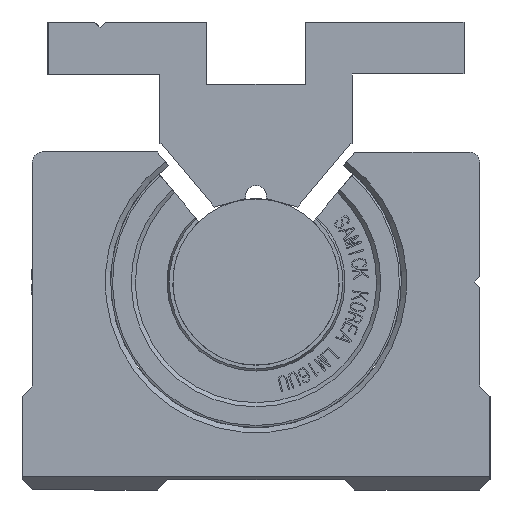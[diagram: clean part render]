
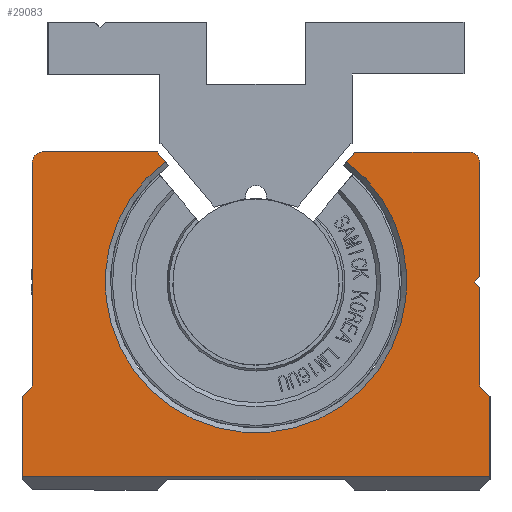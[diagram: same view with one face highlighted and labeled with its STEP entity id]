
A CAD part, front view. The second image highlights one B-rep face of the part: STEP entity #29083.
In plain terms, the highlighted face is planar.
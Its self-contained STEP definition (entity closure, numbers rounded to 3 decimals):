
#28878=CARTESIAN_POINT('',(22.5,18.7,-22.5));
#28879=VERTEX_POINT('',#28878);
#28886=CARTESIAN_POINT('',(-22.5,18.7,-22.5));
#28887=VERTEX_POINT('',#28886);
#28888=CARTESIAN_POINT('',(22.5,18.7,-22.5));
#28889=DIRECTION('',(-1.0,0.0,0.0));
#28890=VECTOR('',#28889,45.);
#28891=LINE('',#28888,#28890);
#28892=EDGE_CURVE('',#28879,#28887,#28891,.T.);
#28928=CARTESIAN_POINT('',(-22.5,11.,-22.5));
#28929=VERTEX_POINT('',#28928);
#28930=CARTESIAN_POINT('',(-22.5,18.7,-22.5));
#28931=DIRECTION('',(0.0,-1.0,0.0));
#28932=VECTOR('',#28931,7.7);
#28933=LINE('',#28930,#28932);
#28934=EDGE_CURVE('',#28887,#28929,#28933,.T.);
#28953=CARTESIAN_POINT('',(0.041,5.001,-22.5));
#28954=DIRECTION('',(0.0,0.0,1.0));
#28955=DIRECTION('',(1.0,0.0,0.0));
#28956=AXIS2_PLACEMENT_3D('',#28953,#28954,#28955);
#28957=PLANE('',#28956);
#28958=ORIENTED_EDGE('',*,*,#28892,.F.);
#28959=CARTESIAN_POINT('',(22.5,11.0,-22.5));
#28960=VERTEX_POINT('',#28959);
#28961=CARTESIAN_POINT('',(22.5,11.0,-22.5));
#28962=DIRECTION('',(0.0,1.0,0.0));
#28963=VECTOR('',#28962,7.7);
#28964=LINE('',#28961,#28963);
#28965=EDGE_CURVE('',#28960,#28879,#28964,.T.);
#28966=ORIENTED_EDGE('',*,*,#28965,.F.);
#28967=CARTESIAN_POINT('',(21.5,10.0,-22.5));
#28968=VERTEX_POINT('',#28967);
#28969=CARTESIAN_POINT('',(21.5,10.,-22.5));
#28970=DIRECTION('',(0.707,0.707,0.0));
#28971=VECTOR('',#28970,1.414);
#28972=LINE('',#28969,#28971);
#28973=EDGE_CURVE('',#28968,#28960,#28972,.T.);
#28974=ORIENTED_EDGE('',*,*,#28973,.F.);
#28975=CARTESIAN_POINT('',(21.5,0.5,-22.5));
#28976=VERTEX_POINT('',#28975);
#28977=CARTESIAN_POINT('',(21.5,0.5,-22.5));
#28978=DIRECTION('',(0.0,1.0,0.0));
#28979=VECTOR('',#28978,9.5);
#28980=LINE('',#28977,#28979);
#28981=EDGE_CURVE('',#28976,#28968,#28980,.T.);
#28982=ORIENTED_EDGE('',*,*,#28981,.F.);
#28983=CARTESIAN_POINT('',(21.,0.0,-22.5));
#28984=VERTEX_POINT('',#28983);
#28985=CARTESIAN_POINT('',(21.,0.,-22.5));
#28986=DIRECTION('',(0.707,0.707,0.0));
#28987=VECTOR('',#28986,0.707);
#28988=LINE('',#28985,#28987);
#28989=EDGE_CURVE('',#28984,#28976,#28988,.T.);
#28990=ORIENTED_EDGE('',*,*,#28989,.F.);
#28991=CARTESIAN_POINT('',(21.5,-0.5,-22.5));
#28992=VERTEX_POINT('',#28991);
#28993=CARTESIAN_POINT('',(21.5,-0.5,-22.5));
#28994=DIRECTION('',(-0.707,0.707,0.0));
#28995=VECTOR('',#28994,0.707);
#28996=LINE('',#28993,#28995);
#28997=EDGE_CURVE('',#28992,#28984,#28996,.T.);
#28998=ORIENTED_EDGE('',*,*,#28997,.F.);
#28999=CARTESIAN_POINT('',(21.5,-11.5,-22.5));
#29000=VERTEX_POINT('',#28999);
#29001=CARTESIAN_POINT('',(21.5,-11.5,-22.5));
#29002=DIRECTION('',(0.0,1.0,0.0));
#29003=VECTOR('',#29002,11.);
#29004=LINE('',#29001,#29003);
#29005=EDGE_CURVE('',#29000,#28992,#29004,.T.);
#29006=ORIENTED_EDGE('',*,*,#29005,.F.);
#29007=CARTESIAN_POINT('',(20.5,-12.5,-22.5));
#29008=VERTEX_POINT('',#29007);
#29009=CARTESIAN_POINT('',(20.5,-11.5,-22.5));
#29010=DIRECTION('',(0.0,0.0,1.0));
#29011=DIRECTION('',(0.0,1.0,0.0));
#29012=AXIS2_PLACEMENT_3D('',#29009,#29010,#29011);
#29013=CIRCLE('',#29012,1.);
#29014=EDGE_CURVE('',#29008,#29000,#29013,.T.);
#29015=ORIENTED_EDGE('',*,*,#29014,.F.);
#29016=CARTESIAN_POINT('',(9.5,-12.5,-22.5));
#29017=VERTEX_POINT('',#29016);
#29018=CARTESIAN_POINT('',(9.5,-12.5,-22.5));
#29019=DIRECTION('',(1.0,0.0,0.0));
#29020=VECTOR('',#29019,11.0);
#29021=LINE('',#29018,#29020);
#29022=EDGE_CURVE('',#29017,#29008,#29021,.T.);
#29023=ORIENTED_EDGE('',*,*,#29022,.F.);
#29024=CARTESIAN_POINT('',(8.727,-11.579,-22.5));
#29025=VERTEX_POINT('',#29024);
#29026=CARTESIAN_POINT('',(8.727,-11.579,-22.5));
#29027=DIRECTION('',(0.643,-0.766,0.0));
#29028=VECTOR('',#29027,1.202);
#29029=LINE('',#29026,#29028);
#29030=EDGE_CURVE('',#29025,#29017,#29029,.T.);
#29031=ORIENTED_EDGE('',*,*,#29030,.F.);
#29032=CARTESIAN_POINT('',(-8.727,-11.579,-22.5));
#29033=VERTEX_POINT('',#29032);
#29034=CARTESIAN_POINT('',(0.0,0.0,-22.5));
#29035=DIRECTION('',(0.0,0.0,-1.0));
#29036=DIRECTION('',(0.0,1.0,0.0));
#29037=AXIS2_PLACEMENT_3D('',#29034,#29035,#29036);
#29038=CIRCLE('',#29037,14.5);
#29039=EDGE_CURVE('',#29033,#29025,#29038,.T.);
#29040=ORIENTED_EDGE('',*,*,#29039,.F.);
#29041=CARTESIAN_POINT('',(-9.5,-12.5,-22.5));
#29042=VERTEX_POINT('',#29041);
#29043=CARTESIAN_POINT('',(-9.5,-12.5,-22.5));
#29044=DIRECTION('',(0.643,0.766,0.0));
#29045=VECTOR('',#29044,1.202);
#29046=LINE('',#29043,#29045);
#29047=EDGE_CURVE('',#29042,#29033,#29046,.T.);
#29048=ORIENTED_EDGE('',*,*,#29047,.F.);
#29049=CARTESIAN_POINT('',(-20.5,-12.5,-22.5));
#29050=VERTEX_POINT('',#29049);
#29051=CARTESIAN_POINT('',(-20.5,-12.5,-22.5));
#29052=DIRECTION('',(1.0,0.0,0.0));
#29053=VECTOR('',#29052,11.);
#29054=LINE('',#29051,#29053);
#29055=EDGE_CURVE('',#29050,#29042,#29054,.T.);
#29056=ORIENTED_EDGE('',*,*,#29055,.F.);
#29057=CARTESIAN_POINT('',(-21.5,-11.5,-22.5));
#29058=VERTEX_POINT('',#29057);
#29059=CARTESIAN_POINT('',(-20.5,-11.5,-22.5));
#29060=DIRECTION('',(0.0,0.0,1.0));
#29061=DIRECTION('',(1.0,0.0,0.0));
#29062=AXIS2_PLACEMENT_3D('',#29059,#29060,#29061);
#29063=CIRCLE('',#29062,1.);
#29064=EDGE_CURVE('',#29058,#29050,#29063,.T.);
#29065=ORIENTED_EDGE('',*,*,#29064,.F.);
#29066=CARTESIAN_POINT('',(-21.5,10.,-22.5));
#29067=VERTEX_POINT('',#29066);
#29068=CARTESIAN_POINT('',(-21.5,10.,-22.5));
#29069=DIRECTION('',(0.0,-1.0,0.0));
#29070=VECTOR('',#29069,21.5);
#29071=LINE('',#29068,#29070);
#29072=EDGE_CURVE('',#29067,#29058,#29071,.T.);
#29073=ORIENTED_EDGE('',*,*,#29072,.F.);
#29074=CARTESIAN_POINT('',(-22.5,11.,-22.5));
#29075=DIRECTION('',(0.707,-0.707,0.0));
#29076=VECTOR('',#29075,1.414);
#29077=LINE('',#29074,#29076);
#29078=EDGE_CURVE('',#28929,#29067,#29077,.T.);
#29079=ORIENTED_EDGE('',*,*,#29078,.F.);
#29080=ORIENTED_EDGE('',*,*,#28934,.F.);
#29081=EDGE_LOOP('',(#28958,#28966,#28974,#28982,#28990,#28998,#29006,#29015,#29023,#29031,#29040,#29048,#29056,#29065,#29073,#29079,#29080));
#29082=FACE_OUTER_BOUND('',#29081,.T.);
#29083=ADVANCED_FACE('',(#29082),#28957,.F.);
